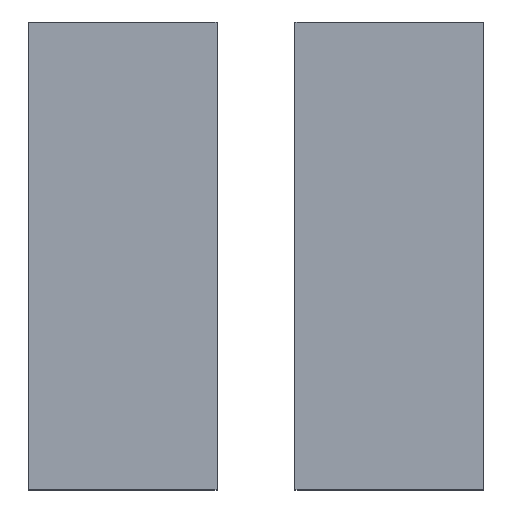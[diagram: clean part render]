
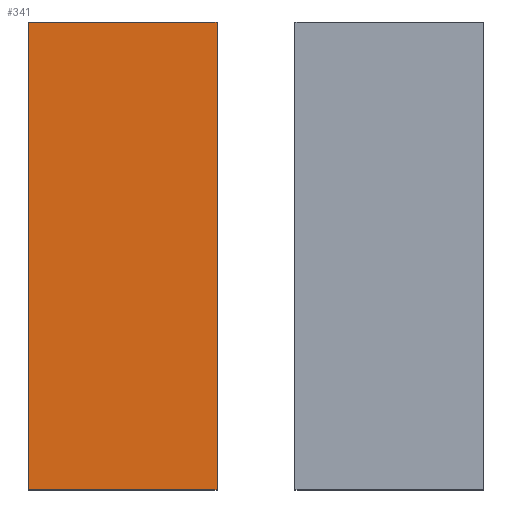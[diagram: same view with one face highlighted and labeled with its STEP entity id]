
A CAD part, top view. The second image highlights one B-rep face of the part: STEP entity #341.
In plain terms, the highlighted planar face has unit normal (0, 0, 1).
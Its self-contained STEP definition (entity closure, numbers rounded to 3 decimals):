
#39 = VERTEX_POINT('',#40);
#40 = CARTESIAN_POINT('',(0.,-5.871,0.5));
#47 = SURFACE_OF_LINEAR_EXTRUSION('',#48,#51);
#48 = B_SPLINE_CURVE_WITH_KNOTS('',1,(#49,#50),.UNSPECIFIED.,.F.,.F.,(2,
    2),(0.,20.802),.PIECEWISE_BEZIER_KNOTS.);
#49 = CARTESIAN_POINT('',(0.,-5.871,0.));
#50 = CARTESIAN_POINT('',(0.,0.,0.));
#51 = VECTOR('',#52,1.);
#52 = DIRECTION('',(-0.,-0.,-1.));
#60 = SURFACE_OF_LINEAR_EXTRUSION('',#61,#64);
#61 = B_SPLINE_CURVE_WITH_KNOTS('',1,(#62,#63),.UNSPECIFIED.,.F.,.F.,(2,
    2),(0.,8.388),.PIECEWISE_BEZIER_KNOTS.);
#62 = CARTESIAN_POINT('',(2.367,-5.871,0.));
#63 = CARTESIAN_POINT('',(0.,-5.871,0.));
#64 = VECTOR('',#65,1.);
#65 = DIRECTION('',(-0.,-0.,-1.));
#73 = EDGE_CURVE('',#39,#74,#76,.T.);
#74 = VERTEX_POINT('',#75);
#75 = CARTESIAN_POINT('',(0.,0.,0.5));
#76 = SURFACE_CURVE('',#77,(#80,#87),.PCURVE_S1.);
#77 = B_SPLINE_CURVE_WITH_KNOTS('',1,(#78,#79),.UNSPECIFIED.,.F.,.F.,(2,
    2),(0.,20.802),.PIECEWISE_BEZIER_KNOTS.);
#78 = CARTESIAN_POINT('',(0.,-5.871,0.5));
#79 = CARTESIAN_POINT('',(0.,0.,0.5));
#80 = PCURVE('',#47,#81);
#81 = DEFINITIONAL_REPRESENTATION('',(#82),#86);
#82 = LINE('',#83,#84);
#83 = CARTESIAN_POINT('',(0.,-0.5));
#84 = VECTOR('',#85,1.);
#85 = DIRECTION('',(1.,0.));
#86 = ( GEOMETRIC_REPRESENTATION_CONTEXT(2) 
PARAMETRIC_REPRESENTATION_CONTEXT() REPRESENTATION_CONTEXT('2D SPACE',''
  ) );
#87 = PCURVE('',#88,#93);
#88 = PLANE('',#89);
#89 = AXIS2_PLACEMENT_3D('',#90,#91,#92);
#90 = CARTESIAN_POINT('',(0.,-5.871,0.5));
#91 = DIRECTION('',(0.,0.,1.));
#92 = DIRECTION('',(1.,0.,-0.));
#93 = DEFINITIONAL_REPRESENTATION('',(#94),#97);
#94 = B_SPLINE_CURVE_WITH_KNOTS('',1,(#95,#96),.UNSPECIFIED.,.F.,.F.,(2,
    2),(0.,20.802),.PIECEWISE_BEZIER_KNOTS.);
#95 = CARTESIAN_POINT('',(0.,0.));
#96 = CARTESIAN_POINT('',(0.,5.871));
#97 = ( GEOMETRIC_REPRESENTATION_CONTEXT(2) 
PARAMETRIC_REPRESENTATION_CONTEXT() REPRESENTATION_CONTEXT('2D SPACE',''
  ) );
#115 = SURFACE_OF_LINEAR_EXTRUSION('',#116,#119);
#116 = B_SPLINE_CURVE_WITH_KNOTS('',1,(#117,#118),.UNSPECIFIED.,.F.,.F.,
  (2,2),(0.,8.388),.PIECEWISE_BEZIER_KNOTS.);
#117 = CARTESIAN_POINT('',(0.,0.,0.));
#118 = CARTESIAN_POINT('',(2.367,0.,0.));
#119 = VECTOR('',#120,1.);
#120 = DIRECTION('',(-0.,-0.,-1.));
#156 = EDGE_CURVE('',#74,#157,#159,.T.);
#157 = VERTEX_POINT('',#158);
#158 = CARTESIAN_POINT('',(2.367,0.,0.5));
#159 = SURFACE_CURVE('',#160,(#163,#170),.PCURVE_S1.);
#160 = B_SPLINE_CURVE_WITH_KNOTS('',1,(#161,#162),.UNSPECIFIED.,.F.,.F.,
  (2,2),(0.,8.388),.PIECEWISE_BEZIER_KNOTS.);
#161 = CARTESIAN_POINT('',(0.,0.,0.5));
#162 = CARTESIAN_POINT('',(2.367,0.,0.5));
#163 = PCURVE('',#115,#164);
#164 = DEFINITIONAL_REPRESENTATION('',(#165),#169);
#165 = LINE('',#166,#167);
#166 = CARTESIAN_POINT('',(0.,-0.5));
#167 = VECTOR('',#168,1.);
#168 = DIRECTION('',(1.,0.));
#169 = ( GEOMETRIC_REPRESENTATION_CONTEXT(2) 
PARAMETRIC_REPRESENTATION_CONTEXT() REPRESENTATION_CONTEXT('2D SPACE',''
  ) );
#170 = PCURVE('',#88,#171);
#171 = DEFINITIONAL_REPRESENTATION('',(#172),#175);
#172 = B_SPLINE_CURVE_WITH_KNOTS('',1,(#173,#174),.UNSPECIFIED.,.F.,.F.,
  (2,2),(0.,8.388),.PIECEWISE_BEZIER_KNOTS.);
#173 = CARTESIAN_POINT('',(0.,5.871));
#174 = CARTESIAN_POINT('',(2.367,5.871));
#175 = ( GEOMETRIC_REPRESENTATION_CONTEXT(2) 
PARAMETRIC_REPRESENTATION_CONTEXT() REPRESENTATION_CONTEXT('2D SPACE',''
  ) );
#193 = SURFACE_OF_LINEAR_EXTRUSION('',#194,#197);
#194 = B_SPLINE_CURVE_WITH_KNOTS('',1,(#195,#196),.UNSPECIFIED.,.F.,.F.,
  (2,2),(0.,20.802),.PIECEWISE_BEZIER_KNOTS.);
#195 = CARTESIAN_POINT('',(2.367,0.,0.));
#196 = CARTESIAN_POINT('',(2.367,-5.871,0.));
#197 = VECTOR('',#198,1.);
#198 = DIRECTION('',(-0.,-0.,-1.));
#229 = EDGE_CURVE('',#157,#230,#232,.T.);
#230 = VERTEX_POINT('',#231);
#231 = CARTESIAN_POINT('',(2.367,-5.871,0.5));
#232 = SURFACE_CURVE('',#233,(#236,#243),.PCURVE_S1.);
#233 = B_SPLINE_CURVE_WITH_KNOTS('',1,(#234,#235),.UNSPECIFIED.,.F.,.F.,
  (2,2),(0.,20.802),.PIECEWISE_BEZIER_KNOTS.);
#234 = CARTESIAN_POINT('',(2.367,0.,0.5));
#235 = CARTESIAN_POINT('',(2.367,-5.871,0.5));
#236 = PCURVE('',#193,#237);
#237 = DEFINITIONAL_REPRESENTATION('',(#238),#242);
#238 = LINE('',#239,#240);
#239 = CARTESIAN_POINT('',(0.,-0.5));
#240 = VECTOR('',#241,1.);
#241 = DIRECTION('',(1.,0.));
#242 = ( GEOMETRIC_REPRESENTATION_CONTEXT(2) 
PARAMETRIC_REPRESENTATION_CONTEXT() REPRESENTATION_CONTEXT('2D SPACE',''
  ) );
#243 = PCURVE('',#88,#244);
#244 = DEFINITIONAL_REPRESENTATION('',(#245),#248);
#245 = B_SPLINE_CURVE_WITH_KNOTS('',1,(#246,#247),.UNSPECIFIED.,.F.,.F.,
  (2,2),(0.,20.802),.PIECEWISE_BEZIER_KNOTS.);
#246 = CARTESIAN_POINT('',(2.367,5.871));
#247 = CARTESIAN_POINT('',(2.367,0.));
#248 = ( GEOMETRIC_REPRESENTATION_CONTEXT(2) 
PARAMETRIC_REPRESENTATION_CONTEXT() REPRESENTATION_CONTEXT('2D SPACE',''
  ) );
#296 = EDGE_CURVE('',#230,#39,#297,.T.);
#297 = SURFACE_CURVE('',#298,(#301,#308),.PCURVE_S1.);
#298 = B_SPLINE_CURVE_WITH_KNOTS('',1,(#299,#300),.UNSPECIFIED.,.F.,.F.,
  (2,2),(0.,8.388),.PIECEWISE_BEZIER_KNOTS.);
#299 = CARTESIAN_POINT('',(2.367,-5.871,0.5));
#300 = CARTESIAN_POINT('',(0.,-5.871,0.5));
#301 = PCURVE('',#60,#302);
#302 = DEFINITIONAL_REPRESENTATION('',(#303),#307);
#303 = LINE('',#304,#305);
#304 = CARTESIAN_POINT('',(0.,-0.5));
#305 = VECTOR('',#306,1.);
#306 = DIRECTION('',(1.,0.));
#307 = ( GEOMETRIC_REPRESENTATION_CONTEXT(2) 
PARAMETRIC_REPRESENTATION_CONTEXT() REPRESENTATION_CONTEXT('2D SPACE',''
  ) );
#308 = PCURVE('',#88,#309);
#309 = DEFINITIONAL_REPRESENTATION('',(#310),#313);
#310 = B_SPLINE_CURVE_WITH_KNOTS('',1,(#311,#312),.UNSPECIFIED.,.F.,.F.,
  (2,2),(0.,8.388),.PIECEWISE_BEZIER_KNOTS.);
#311 = CARTESIAN_POINT('',(2.367,0.));
#312 = CARTESIAN_POINT('',(0.,0.));
#313 = ( GEOMETRIC_REPRESENTATION_CONTEXT(2) 
PARAMETRIC_REPRESENTATION_CONTEXT() REPRESENTATION_CONTEXT('2D SPACE',''
  ) );
#341 = ADVANCED_FACE('',(#342),#88,.T.);
#342 = FACE_BOUND('',#343,.F.);
#343 = EDGE_LOOP('',(#344,#345,#346,#347));
#344 = ORIENTED_EDGE('',*,*,#73,.T.);
#345 = ORIENTED_EDGE('',*,*,#156,.T.);
#346 = ORIENTED_EDGE('',*,*,#229,.T.);
#347 = ORIENTED_EDGE('',*,*,#296,.T.);
